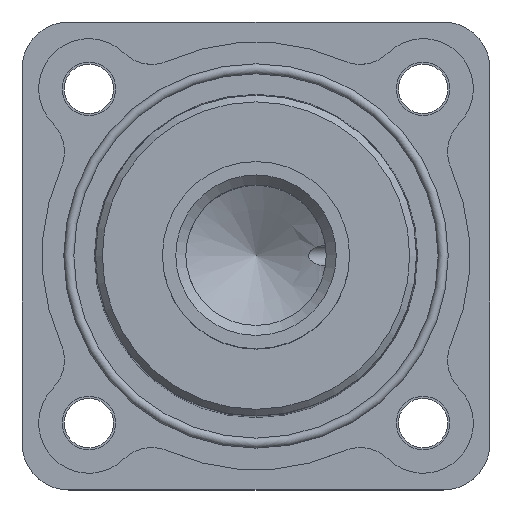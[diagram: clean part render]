
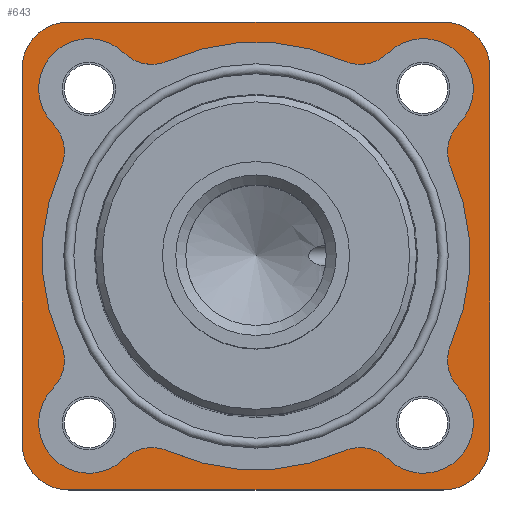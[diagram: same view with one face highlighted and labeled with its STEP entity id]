
A CAD part, top view. The second image highlights one B-rep face of the part: STEP entity #643.
In plain terms, the highlighted planar face has unit normal (0, 0, 1).
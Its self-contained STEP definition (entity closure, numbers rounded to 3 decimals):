
#133=PLANE('',#1961);
#176=LINE('',#2836,#275);
#180=LINE('',#2848,#279);
#184=LINE('',#2860,#283);
#187=LINE('',#2870,#286);
#275=VECTOR('',#2290,1.);
#279=VECTOR('',#2302,1.);
#283=VECTOR('',#2314,1.);
#286=VECTOR('',#2325,1.);
#461=FACE_BOUND('',#901,.T.);
#462=FACE_BOUND('',#902,.T.);
#510=CIRCLE('',#1851,3.75);
#512=CIRCLE('',#1854,16.);
#514=CIRCLE('',#1857,3.75);
#516=CIRCLE('',#1860,3.);
#518=CIRCLE('',#1863,3.);
#540=CIRCLE('',#1902,16.);
#542=CIRCLE('',#1905,3.);
#544=CIRCLE('',#1908,3.75);
#546=CIRCLE('',#1911,16.);
#548=CIRCLE('',#1914,3.75);
#550=CIRCLE('',#1917,3.);
#552=CIRCLE('',#1920,16.);
#554=CIRCLE('',#1923,3.);
#556=CIRCLE('',#1926,3.);
#558=CIRCLE('',#1929,3.);
#560=CIRCLE('',#1932,3.);
#562=CIRCLE('',#1945,3.5);
#564=CIRCLE('',#1949,3.5);
#566=CIRCLE('',#1953,3.5);
#569=CIRCLE('',#1959,3.5);
#643=ADVANCED_FACE('',(#461,#462),#133,.T.);
#901=EDGE_LOOP('',(#1170,#1171,#1172,#1173,#1174,#1175,#1176,#1177));
#902=EDGE_LOOP('',(#1178,#1179,#1180,#1181,#1182,#1183,#1184,#1185,#1186,
#1187,#1188,#1189,#1190,#1191,#1192,#1193));
#1170=ORIENTED_EDGE('',*,*,#1677,.T.);
#1171=ORIENTED_EDGE('',*,*,#1673,.T.);
#1172=ORIENTED_EDGE('',*,*,#1670,.T.);
#1173=ORIENTED_EDGE('',*,*,#1668,.T.);
#1174=ORIENTED_EDGE('',*,*,#1664,.T.);
#1175=ORIENTED_EDGE('',*,*,#1662,.T.);
#1176=ORIENTED_EDGE('',*,*,#1658,.T.);
#1177=ORIENTED_EDGE('',*,*,#1656,.T.);
#1178=ORIENTED_EDGE('',*,*,#1640,.F.);
#1179=ORIENTED_EDGE('',*,*,#1643,.F.);
#1180=ORIENTED_EDGE('',*,*,#1646,.F.);
#1181=ORIENTED_EDGE('',*,*,#1595,.F.);
#1182=ORIENTED_EDGE('',*,*,#1648,.F.);
#1183=ORIENTED_EDGE('',*,*,#1591,.F.);
#1184=ORIENTED_EDGE('',*,*,#1650,.F.);
#1185=ORIENTED_EDGE('',*,*,#1587,.F.);
#1186=ORIENTED_EDGE('',*,*,#1652,.F.);
#1187=ORIENTED_EDGE('',*,*,#1626,.F.);
#1188=ORIENTED_EDGE('',*,*,#1630,.F.);
#1189=ORIENTED_EDGE('',*,*,#1633,.F.);
#1190=ORIENTED_EDGE('',*,*,#1603,.F.);
#1191=ORIENTED_EDGE('',*,*,#1635,.F.);
#1192=ORIENTED_EDGE('',*,*,#1599,.F.);
#1193=ORIENTED_EDGE('',*,*,#1637,.F.);
#1423=VERTEX_POINT('',#2672);
#1424=VERTEX_POINT('',#2674);
#1427=VERTEX_POINT('',#2681);
#1428=VERTEX_POINT('',#2683);
#1431=VERTEX_POINT('',#2690);
#1432=VERTEX_POINT('',#2692);
#1435=VERTEX_POINT('',#2699);
#1436=VERTEX_POINT('',#2701);
#1439=VERTEX_POINT('',#2708);
#1440=VERTEX_POINT('',#2710);
#1462=VERTEX_POINT('',#2772);
#1463=VERTEX_POINT('',#2773);
#1466=VERTEX_POINT('',#2781);
#1468=VERTEX_POINT('',#2793);
#1470=VERTEX_POINT('',#2799);
#1472=VERTEX_POINT('',#2805);
#1476=VERTEX_POINT('',#2835);
#1477=VERTEX_POINT('',#2837);
#1478=VERTEX_POINT('',#2841);
#1481=VERTEX_POINT('',#2849);
#1482=VERTEX_POINT('',#2853);
#1485=VERTEX_POINT('',#2861);
#1486=VERTEX_POINT('',#2865);
#1488=VERTEX_POINT('',#2871);
#1587=EDGE_CURVE('',#1423,#1424,#510,.T.);
#1591=EDGE_CURVE('',#1427,#1428,#512,.T.);
#1595=EDGE_CURVE('',#1431,#1432,#514,.T.);
#1599=EDGE_CURVE('',#1435,#1436,#516,.T.);
#1603=EDGE_CURVE('',#1439,#1440,#518,.T.);
#1626=EDGE_CURVE('',#1462,#1463,#540,.T.);
#1630=EDGE_CURVE('',#1466,#1462,#542,.T.);
#1633=EDGE_CURVE('',#1440,#1466,#544,.T.);
#1635=EDGE_CURVE('',#1436,#1439,#546,.T.);
#1637=EDGE_CURVE('',#1468,#1435,#548,.T.);
#1640=EDGE_CURVE('',#1470,#1468,#550,.T.);
#1643=EDGE_CURVE('',#1472,#1470,#552,.T.);
#1646=EDGE_CURVE('',#1432,#1472,#554,.T.);
#1648=EDGE_CURVE('',#1428,#1431,#556,.T.);
#1650=EDGE_CURVE('',#1424,#1427,#558,.T.);
#1652=EDGE_CURVE('',#1463,#1423,#560,.T.);
#1656=EDGE_CURVE('',#1477,#1476,#176,.T.);
#1658=EDGE_CURVE('',#1478,#1477,#562,.T.);
#1662=EDGE_CURVE('',#1481,#1478,#180,.T.);
#1664=EDGE_CURVE('',#1482,#1481,#564,.T.);
#1668=EDGE_CURVE('',#1485,#1482,#184,.T.);
#1670=EDGE_CURVE('',#1486,#1485,#566,.T.);
#1673=EDGE_CURVE('',#1488,#1486,#187,.T.);
#1677=EDGE_CURVE('',#1476,#1488,#569,.T.);
#1851=AXIS2_PLACEMENT_3D('',#2673,#2087,#2088);
#1854=AXIS2_PLACEMENT_3D('',#2682,#2095,#2096);
#1857=AXIS2_PLACEMENT_3D('',#2691,#2103,#2104);
#1860=AXIS2_PLACEMENT_3D('',#2700,#2111,#2112);
#1863=AXIS2_PLACEMENT_3D('',#2709,#2119,#2120);
#1902=AXIS2_PLACEMENT_3D('',#2771,#2198,#2199);
#1905=AXIS2_PLACEMENT_3D('',#2780,#2206,#2207);
#1908=AXIS2_PLACEMENT_3D('',#2786,#2213,#2214);
#1911=AXIS2_PLACEMENT_3D('',#2789,#2219,#2220);
#1914=AXIS2_PLACEMENT_3D('',#2792,#2225,#2226);
#1917=AXIS2_PLACEMENT_3D('',#2798,#2232,#2233);
#1920=AXIS2_PLACEMENT_3D('',#2804,#2239,#2240);
#1923=AXIS2_PLACEMENT_3D('',#2810,#2246,#2247);
#1926=AXIS2_PLACEMENT_3D('',#2813,#2252,#2253);
#1929=AXIS2_PLACEMENT_3D('',#2816,#2258,#2259);
#1932=AXIS2_PLACEMENT_3D('',#2819,#2264,#2265);
#1945=AXIS2_PLACEMENT_3D('',#2840,#2294,#2295);
#1949=AXIS2_PLACEMENT_3D('',#2852,#2306,#2307);
#1953=AXIS2_PLACEMENT_3D('',#2864,#2318,#2319);
#1959=AXIS2_PLACEMENT_3D('',#2878,#2334,#2335);
#1961=AXIS2_PLACEMENT_3D('',#2880,#2338,#2339);
#2087=DIRECTION('',(0.,0.,1.));
#2088=DIRECTION('',(1.,0.,0.));
#2095=DIRECTION('',(0.,0.,1.));
#2096=DIRECTION('',(1.,0.,0.));
#2103=DIRECTION('',(0.,0.,1.));
#2104=DIRECTION('',(1.,0.,0.));
#2111=DIRECTION('',(0.,0.,-1.));
#2112=DIRECTION('',(1.,0.,0.));
#2119=DIRECTION('',(0.,0.,-1.));
#2120=DIRECTION('',(1.,0.,0.));
#2198=DIRECTION('',(0.,0.,1.));
#2199=DIRECTION('',(1.,0.,0.));
#2206=DIRECTION('',(0.,0.,-1.));
#2207=DIRECTION('',(1.,0.,0.));
#2213=DIRECTION('',(0.,0.,1.));
#2214=DIRECTION('',(1.,0.,0.));
#2219=DIRECTION('',(0.,0.,1.));
#2220=DIRECTION('',(1.,0.,0.));
#2225=DIRECTION('',(0.,0.,1.));
#2226=DIRECTION('',(1.,0.,0.));
#2232=DIRECTION('',(0.,0.,-1.));
#2233=DIRECTION('',(1.,0.,0.));
#2239=DIRECTION('',(0.,0.,1.));
#2240=DIRECTION('',(1.,0.,0.));
#2246=DIRECTION('',(0.,0.,-1.));
#2247=DIRECTION('',(1.,0.,0.));
#2252=DIRECTION('',(0.,0.,-1.));
#2253=DIRECTION('',(1.,0.,0.));
#2258=DIRECTION('',(0.,0.,-1.));
#2259=DIRECTION('',(1.,0.,0.));
#2264=DIRECTION('',(0.,0.,-1.));
#2265=DIRECTION('',(1.,0.,0.));
#2290=DIRECTION('',(1.,0.,0.));
#2294=DIRECTION('',(0.,0.,1.));
#2295=DIRECTION('',(1.,0.,0.));
#2302=DIRECTION('',(0.,-1.,0.));
#2306=DIRECTION('',(0.,0.,1.));
#2307=DIRECTION('',(1.,0.,0.));
#2314=DIRECTION('',(-1.,0.,0.));
#2318=DIRECTION('',(0.,0.,1.));
#2319=DIRECTION('',(1.,0.,0.));
#2325=DIRECTION('',(0.,1.,0.));
#2334=DIRECTION('',(0.,0.,1.));
#2335=DIRECTION('',(1.,0.,0.));
#2338=DIRECTION('',(0.,0.,1.));
#2339=DIRECTION('',(-1.,0.,0.));
#2672=CARTESIAN_POINT('',(-9.881,15.184,3.5));
#2673=CARTESIAN_POINT('',(-12.5,12.5,3.5));
#2674=CARTESIAN_POINT('',(-15.184,9.881,3.5));
#2681=CARTESIAN_POINT('',(-14.595,6.557,3.5));
#2682=CARTESIAN_POINT('',(0.,0.,3.5));
#2683=CARTESIAN_POINT('',(-14.595,-6.557,3.5));
#2690=CARTESIAN_POINT('',(-15.184,-9.881,3.5));
#2691=CARTESIAN_POINT('',(-12.5,-12.5,3.5));
#2692=CARTESIAN_POINT('',(-9.881,-15.184,3.5));
#2699=CARTESIAN_POINT('',(15.184,-9.881,3.5));
#2700=CARTESIAN_POINT('',(17.331,-7.786,3.5));
#2701=CARTESIAN_POINT('',(14.595,-6.557,3.5));
#2708=CARTESIAN_POINT('',(14.595,6.557,3.5));
#2709=CARTESIAN_POINT('',(17.331,7.786,3.5));
#2710=CARTESIAN_POINT('',(15.184,9.881,3.5));
#2771=CARTESIAN_POINT('',(0.,0.,3.5));
#2772=CARTESIAN_POINT('',(6.557,14.595,3.5));
#2773=CARTESIAN_POINT('',(-6.557,14.595,3.5));
#2780=CARTESIAN_POINT('',(7.786,17.331,3.5));
#2781=CARTESIAN_POINT('',(9.881,15.184,3.5));
#2786=CARTESIAN_POINT('',(12.5,12.5,3.5));
#2789=CARTESIAN_POINT('',(0.,0.,3.5));
#2792=CARTESIAN_POINT('',(12.5,-12.5,3.5));
#2793=CARTESIAN_POINT('',(9.881,-15.184,3.5));
#2798=CARTESIAN_POINT('',(7.786,-17.331,3.5));
#2799=CARTESIAN_POINT('',(6.557,-14.595,3.5));
#2804=CARTESIAN_POINT('',(0.,0.,3.5));
#2805=CARTESIAN_POINT('',(-6.557,-14.595,3.5));
#2810=CARTESIAN_POINT('',(-7.786,-17.331,3.5));
#2813=CARTESIAN_POINT('',(-17.331,-7.786,3.5));
#2816=CARTESIAN_POINT('',(-17.331,7.786,3.5));
#2819=CARTESIAN_POINT('',(-7.786,17.331,3.5));
#2835=CARTESIAN_POINT('',(14.,-17.5,3.5));
#2836=CARTESIAN_POINT('',(-14.,-17.5,3.5));
#2837=CARTESIAN_POINT('',(-14.,-17.5,3.5));
#2840=CARTESIAN_POINT('',(-14.,-14.,3.5));
#2841=CARTESIAN_POINT('',(-17.5,-14.,3.5));
#2848=CARTESIAN_POINT('',(-17.5,14.,3.5));
#2849=CARTESIAN_POINT('',(-17.5,14.,3.5));
#2852=CARTESIAN_POINT('',(-14.,14.,3.5));
#2853=CARTESIAN_POINT('',(-14.,17.5,3.5));
#2860=CARTESIAN_POINT('',(14.,17.5,3.5));
#2861=CARTESIAN_POINT('',(14.,17.5,3.5));
#2864=CARTESIAN_POINT('',(14.,14.,3.5));
#2865=CARTESIAN_POINT('',(17.5,14.,3.5));
#2870=CARTESIAN_POINT('',(17.5,-14.,3.5));
#2871=CARTESIAN_POINT('',(17.5,-14.,3.5));
#2878=CARTESIAN_POINT('',(14.,-14.,3.5));
#2880=CARTESIAN_POINT('',(14.,-14.,3.5));
